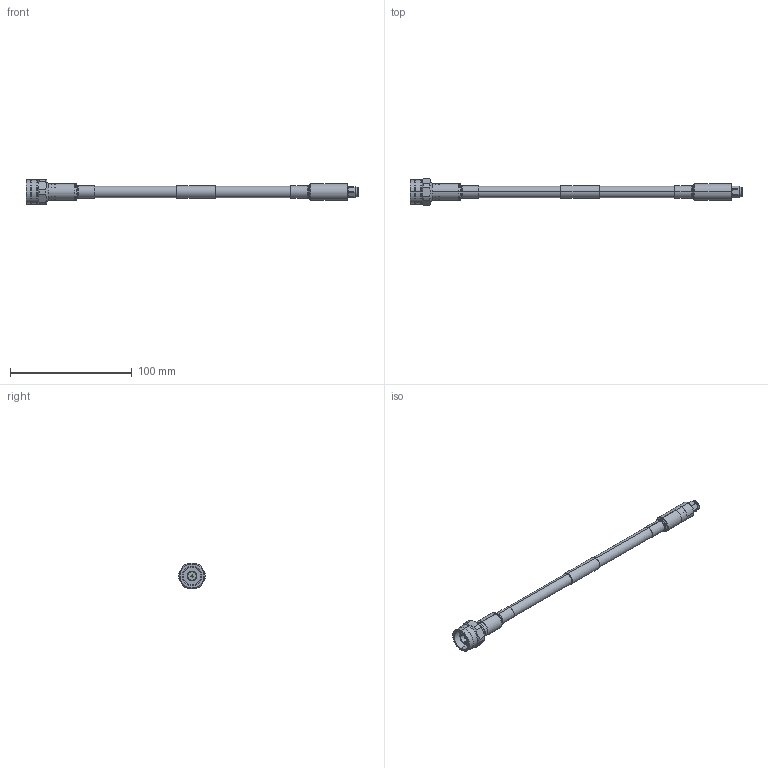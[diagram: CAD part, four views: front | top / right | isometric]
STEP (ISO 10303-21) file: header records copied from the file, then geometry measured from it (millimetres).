
FILE_DESCRIPTION (( 'STEP AP214' ), '1' );
FILE_NAME ('FMCA100051_3D.step', '2024-07-16T17:00:49', ( '' ), ( '' ), 'SwSTEP 2.0', 'SolidWorks 2022', '' );
FILE_SCHEMA (( 'AUTOMOTIVE_DESIGN' ));
Length unit declared in the file: inch
Products named in the file (12): TC-400-SM-X_ferrule; EZ-400-NMH-X; EZ-400-NMH-X_body; TC-400-SM-X_c-contact; EZ-400-NMH-X heat shrink^FMCA100051; TC-400-SM-X_body; FMCA100051_3D; EZ-400-NMH-X_ferrule; EZ-400-SM-X heat shrink^FMCA100051; TC-400-SM-X; TC-400-SM-X_insulator; LMR-400-LLPX^FMCA100051
Assembly tree (11 placements, depth 3):
  FMCA100051_3D
    LMR-400-LLPX^FMCA100051
    EZ-400-NMH-X
      EZ-400-NMH-X_body
      EZ-400-NMH-X_ferrule
    EZ-400-NMH-X heat shrink^FMCA100051
    TC-400-SM-X
      TC-400-SM-X_body
      TC-400-SM-X_c-contact
      TC-400-SM-X_insulator
      TC-400-SM-X_ferrule
    EZ-400-SM-X heat shrink^FMCA100051
Bounding box: 272.4 x 22.04 x 20.57 mm (x, y, z)
Volume: 23477.6 mm3; surface area: 23154.1 mm2
Topology: 10 solids, 10 shells, 295 faces, 613 edges, 359 vertices
Faces by surface type: cylinder 117, cone 110, plane 54, torus 12, sphere 2
Entity records: 8552 total; most frequent: DIRECTION 1545, CARTESIAN_POINT 1467, ORIENTED_EDGE 1218, AXIS2_PLACEMENT_3D 653, EDGE_CURVE 609, VERTEX_POINT 359, CIRCLE 342, EDGE_LOOP 332
